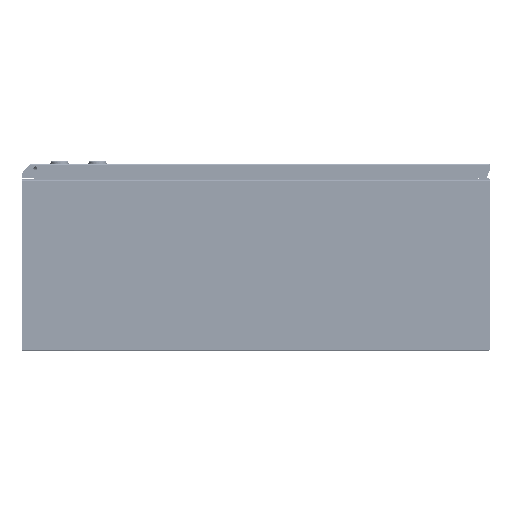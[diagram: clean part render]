
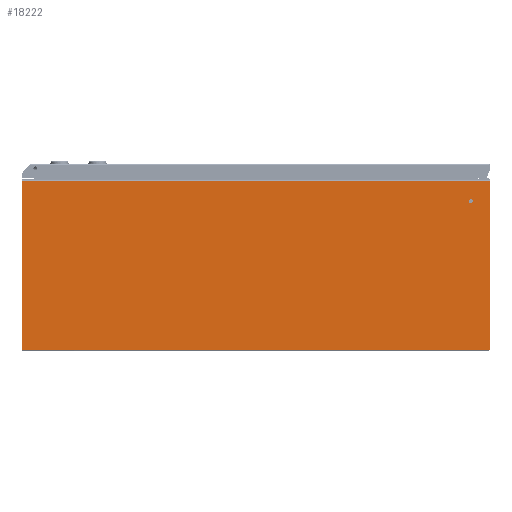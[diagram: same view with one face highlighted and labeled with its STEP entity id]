
A CAD part, front view. The second image highlights one B-rep face of the part: STEP entity #18222.
In plain terms, the highlighted face is planar.
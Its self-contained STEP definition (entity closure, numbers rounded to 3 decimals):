
#2326 = EDGE_CURVE ( 'NONE', #7851, #36640, #11859, .T. ) ;
#2527 = ORIENTED_EDGE ( 'NONE', *, *, #10279, .T. ) ;
#2649 = AXIS2_PLACEMENT_3D ( 'NONE', #5111, #29652, #23032 ) ;
#3713 = EDGE_CURVE ( 'NONE', #11730, #15779, #17331, .T. ) ;
#4296 = VECTOR ( 'NONE', #7105, 1000. ) ;
#4860 = FACE_BOUND ( 'NONE', #8580, .T. ) ;
#5064 = CARTESIAN_POINT ( 'NONE',  ( -44.753, 0., 638.938 ) ) ;
#5111 = CARTESIAN_POINT ( 'NONE',  ( -283.453, 0., 668.938 ) ) ;
#5685 = AXIS2_PLACEMENT_3D ( 'NONE', #43328, #24678, #35566 ) ;
#6490 = VECTOR ( 'NONE', #41876, 1000. ) ;
#6855 = ORIENTED_EDGE ( 'NONE', *, *, #18380, .F. ) ;
#7069 = DIRECTION ( 'NONE',  ( 1., 0., 0. ) ) ;
#7105 = DIRECTION ( 'NONE',  ( -1., 0., 0. ) ) ;
#7851 = VERTEX_POINT ( 'NONE', #38104 ) ;
#8580 = EDGE_LOOP ( 'NONE', ( #6855, #42593 ) ) ;
#9673 = VECTOR ( 'NONE', #7069, 1000. ) ;
#10211 = CIRCLE ( 'NONE', #5685, 3.25 ) ;
#10279 = EDGE_CURVE ( 'NONE', #14641, #22629, #25477, .T. ) ;
#11730 = VERTEX_POINT ( 'NONE', #44571 ) ;
#11859 = CIRCLE ( 'NONE', #18636, 3.25 ) ;
#13121 = EDGE_CURVE ( 'NONE', #22629, #11730, #24330, .T. ) ;
#14091 = VECTOR ( 'NONE', #20801, 1000. ) ;
#14641 = VERTEX_POINT ( 'NONE', #25423 ) ;
#15779 = VERTEX_POINT ( 'NONE', #24262 ) ;
#17331 = LINE ( 'NONE', #31921, #4296 ) ;
#17587 = CARTESIAN_POINT ( 'NONE',  ( -12.153, 0., 668.938 ) ) ;
#18222 = ADVANCED_FACE ( 'NONE', ( #4860, #34146 ), #41233, .T. ) ;
#18380 = EDGE_CURVE ( 'NONE', #36640, #7851, #10211, .T. ) ;
#18636 = AXIS2_PLACEMENT_3D ( 'NONE', #5064, #20448, #20197 ) ;
#20156 = LINE ( 'NONE', #34563, #6490 ) ;
#20197 = DIRECTION ( 'NONE',  ( 0., 0., 1. ) ) ;
#20448 = DIRECTION ( 'NONE',  ( 0., 1., 0. ) ) ;
#20801 = DIRECTION ( 'NONE',  ( 0., 0., -1. ) ) ;
#20821 = ORIENTED_EDGE ( 'NONE', *, *, #45442, .T. ) ;
#22629 = VERTEX_POINT ( 'NONE', #17587 ) ;
#23032 = DIRECTION ( 'NONE',  ( 0., 0., 1. ) ) ;
#24262 = CARTESIAN_POINT ( 'NONE',  ( -283.453, 0., -81.062 ) ) ;
#24330 = LINE ( 'NONE', #38753, #14091 ) ;
#24678 = DIRECTION ( 'NONE',  ( 0., 1., 0. ) ) ;
#25423 = CARTESIAN_POINT ( 'NONE',  ( -283.453, 0., 668.938 ) ) ;
#25477 = LINE ( 'NONE', #39671, #9673 ) ;
#29389 = CARTESIAN_POINT ( 'NONE',  ( -44.753, 0., 642.188 ) ) ;
#29652 = DIRECTION ( 'NONE',  ( 0., 1., 0. ) ) ;
#31144 = ORIENTED_EDGE ( 'NONE', *, *, #13121, .T. ) ;
#31921 = CARTESIAN_POINT ( 'NONE',  ( -283.453, 0., -81.062 ) ) ;
#33102 = ORIENTED_EDGE ( 'NONE', *, *, #3713, .T. ) ;
#34146 = FACE_OUTER_BOUND ( 'NONE', #39086, .T. ) ;
#34563 = CARTESIAN_POINT ( 'NONE',  ( -283.453, 0., -81.062 ) ) ;
#35566 = DIRECTION ( 'NONE',  ( 0., 0., 1. ) ) ;
#36640 = VERTEX_POINT ( 'NONE', #29389 ) ;
#38104 = CARTESIAN_POINT ( 'NONE',  ( -44.753, 0., 635.688 ) ) ;
#38753 = CARTESIAN_POINT ( 'NONE',  ( -12.153, 0., 668.938 ) ) ;
#39086 = EDGE_LOOP ( 'NONE', ( #2527, #31144, #33102, #20821 ) ) ;
#39671 = CARTESIAN_POINT ( 'NONE',  ( -283.453, 0., 668.938 ) ) ;
#41233 = PLANE ( 'NONE',  #2649 ) ;
#41876 = DIRECTION ( 'NONE',  ( 0., 0., 1. ) ) ;
#42593 = ORIENTED_EDGE ( 'NONE', *, *, #2326, .F. ) ;
#43328 = CARTESIAN_POINT ( 'NONE',  ( -44.753, 0., 638.938 ) ) ;
#44571 = CARTESIAN_POINT ( 'NONE',  ( -12.153, 0., -81.062 ) ) ;
#45442 = EDGE_CURVE ( 'NONE', #15779, #14641, #20156, .T. ) ;
